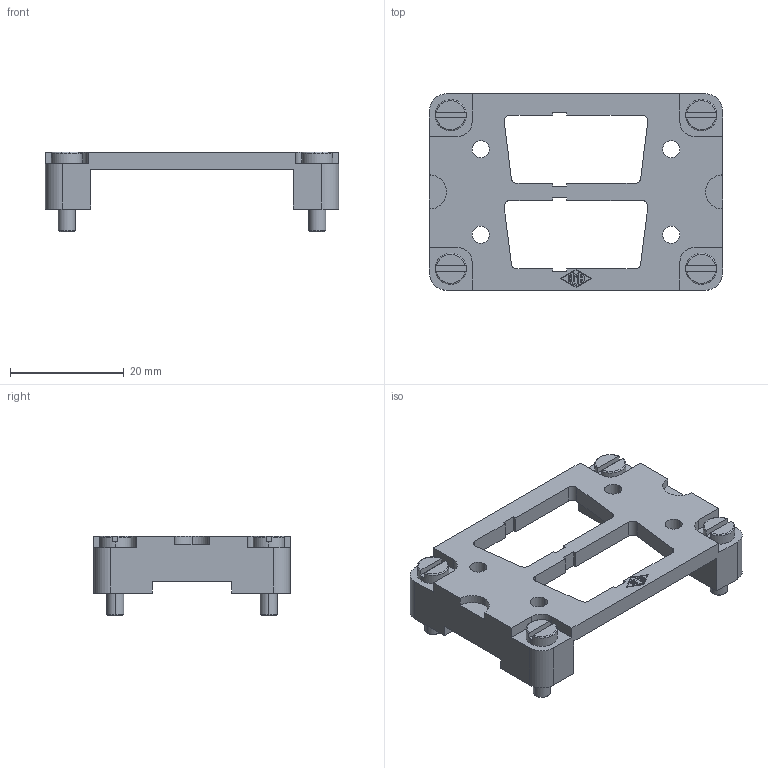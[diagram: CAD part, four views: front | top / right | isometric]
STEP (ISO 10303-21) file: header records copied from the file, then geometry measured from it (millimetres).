
FILE_DESCRIPTION((''),'2;1');
FILE_NAME('CR 09 AD2.stp','2007-01-02T17:35:56',('gembarski'),(''),'Autodesk Inventor 7','Autodesk Inventor 7','');
FILE_SCHEMA(('AUTOMOTIVE_DESIGN { 1 0 10303 214 1 1 1 1 }'));
Length unit declared in the file: millimetre
Products named in the file (1): CR 09 AD2
Bounding box: 51.5 x 34.5 x 14 mm (x, y, z)
Volume: 5658.1 mm3; surface area: 5496 mm2
Topology: 1 solids, 1 shells, 215 faces, 577 edges, 382 vertices
Faces by surface type: plane 129, cylinder 70, cone 8, torus 8
Entity records: 6898 total; most frequent: CARTESIAN_POINT 1319, DIRECTION 1165, ORIENTED_EDGE 1154, EDGE_CURVE 577, VECTOR 389, LINE 389, AXIS2_PLACEMENT_3D 388, VERTEX_POINT 382
